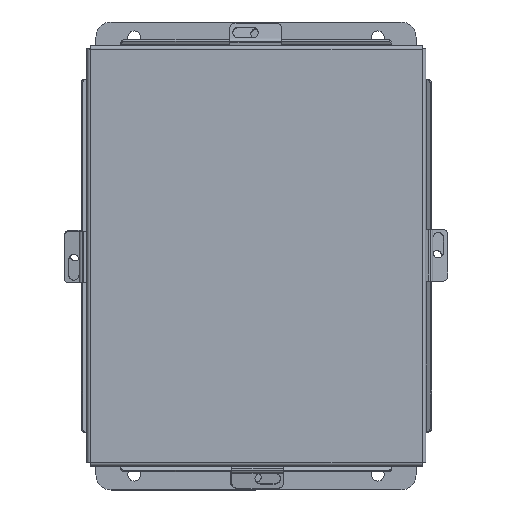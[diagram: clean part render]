
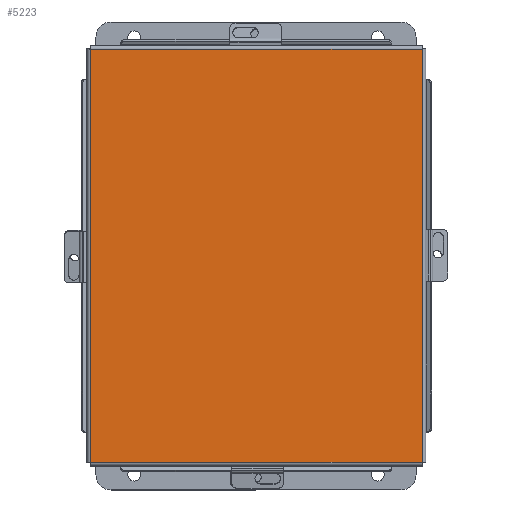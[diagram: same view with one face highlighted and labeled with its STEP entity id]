
A CAD part, top view. The second image highlights one B-rep face of the part: STEP entity #5223.
In plain terms, the highlighted face is planar.
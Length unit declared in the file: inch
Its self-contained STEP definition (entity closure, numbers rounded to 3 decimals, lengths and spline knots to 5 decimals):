
#299 = VECTOR ( 'NONE', #4490, 39.37008 ) ;
#370 = CARTESIAN_POINT ( 'NONE',  ( 4.06855, -5.06855, -0.0747 ) ) ;
#643 = LINE ( 'NONE', #1012, #4089 ) ;
#866 = PLANE ( 'NONE',  #3949 ) ;
#898 = DIRECTION ( 'NONE',  ( 0., 1., 0. ) ) ;
#899 = DIRECTION ( 'NONE',  ( -1., 0., 0. ) ) ;
#981 = FACE_OUTER_BOUND ( 'NONE', #5444, .T. ) ;
#1012 = CARTESIAN_POINT ( 'NONE',  ( -4.06855, -5.07448, -0.0747 ) ) ;
#1400 = VERTEX_POINT ( 'NONE', #7840 ) ;
#2600 = VECTOR ( 'NONE', #3313, 39.37008 ) ;
#2662 = VERTEX_POINT ( 'NONE', #6838 ) ;
#2779 = EDGE_CURVE ( 'NONE', #8968, #2662, #8572, .T. ) ;
#2894 = EDGE_CURVE ( 'NONE', #2662, #3411, #6140, .T. ) ;
#3078 = CARTESIAN_POINT ( 'NONE',  ( 0., 0., -0.0747 ) ) ;
#3102 = EDGE_CURVE ( 'NONE', #3411, #1400, #4209, .T. ) ;
#3313 = DIRECTION ( 'NONE',  ( 1., 0., 0. ) ) ;
#3346 = EDGE_CURVE ( 'NONE', #1400, #8968, #643, .T. ) ;
#3411 = VERTEX_POINT ( 'NONE', #370 ) ;
#3456 = CARTESIAN_POINT ( 'NONE',  ( -4.07448, 5.06855, -0.0747 ) ) ;
#3618 = VECTOR ( 'NONE', #8357, 39.37008 ) ;
#3949 = AXIS2_PLACEMENT_3D ( 'NONE', #3078, #5359, #899 ) ;
#4089 = VECTOR ( 'NONE', #898, 39.37008 ) ;
#4209 = LINE ( 'NONE', #4321, #299 ) ;
#4321 = CARTESIAN_POINT ( 'NONE',  ( 4.07448, -5.06855, -0.0747 ) ) ;
#4490 = DIRECTION ( 'NONE',  ( -1., 0., 0. ) ) ;
#5223 = ADVANCED_FACE ( 'NONE', ( #981 ), #866, .T. ) ;
#5359 = DIRECTION ( 'NONE',  ( 0., 0., -1. ) ) ;
#5444 = EDGE_LOOP ( 'NONE', ( #9439, #8994, #7659, #7745 ) ) ;
#6140 = LINE ( 'NONE', #8382, #3618 ) ;
#6453 = CARTESIAN_POINT ( 'NONE',  ( -4.06855, 5.06855, -0.0747 ) ) ;
#6838 = CARTESIAN_POINT ( 'NONE',  ( 4.06855, 5.06855, -0.0747 ) ) ;
#7659 = ORIENTED_EDGE ( 'NONE', *, *, #3102, .T. ) ;
#7745 = ORIENTED_EDGE ( 'NONE', *, *, #3346, .T. ) ;
#7840 = CARTESIAN_POINT ( 'NONE',  ( -4.06855, -5.06855, -0.0747 ) ) ;
#8357 = DIRECTION ( 'NONE',  ( 0., -1., 0. ) ) ;
#8382 = CARTESIAN_POINT ( 'NONE',  ( 4.06855, 5.07448, -0.0747 ) ) ;
#8572 = LINE ( 'NONE', #3456, #2600 ) ;
#8968 = VERTEX_POINT ( 'NONE', #6453 ) ;
#8994 = ORIENTED_EDGE ( 'NONE', *, *, #2894, .T. ) ;
#9439 = ORIENTED_EDGE ( 'NONE', *, *, #2779, .T. ) ;
